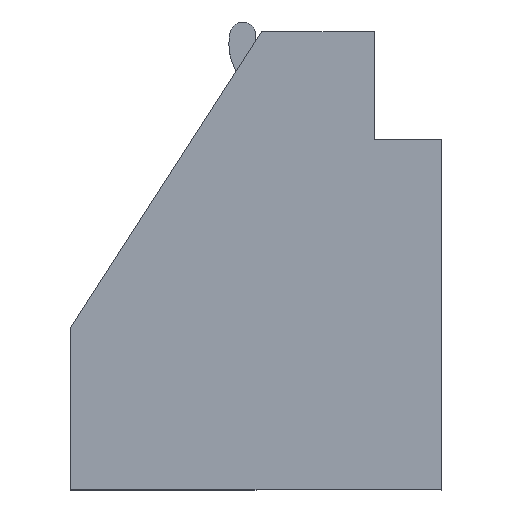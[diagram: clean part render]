
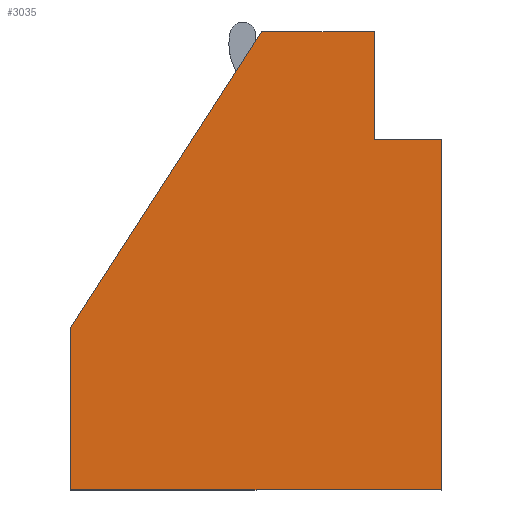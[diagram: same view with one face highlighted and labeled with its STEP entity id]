
A CAD part, top view. The second image highlights one B-rep face of the part: STEP entity #3035.
In plain terms, the highlighted planar face has unit normal (0, 0, 1).
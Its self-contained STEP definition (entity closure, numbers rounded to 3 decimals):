
#1 = EDGE_CURVE ( 'NONE', #3420, #2762, #2922, .T. ) ;
#399 = CARTESIAN_POINT ( 'NONE',  ( 12.409, 5.887, 9.525 ) ) ;
#433 = EDGE_CURVE ( 'NONE', #1797, #712, #1998, .T. ) ;
#485 = VECTOR ( 'NONE', #3390, 1000. ) ;
#578 = FACE_OUTER_BOUND ( 'NONE', #2263, .T. ) ;
#634 = ORIENTED_EDGE ( 'NONE', *, *, #433, .T. ) ;
#639 = LINE ( 'NONE', #399, #485 ) ;
#712 = VERTEX_POINT ( 'NONE', #1588 ) ;
#816 = CARTESIAN_POINT ( 'NONE',  ( -5.182, -5.009, 9.525 ) ) ;
#828 = CARTESIAN_POINT ( 'NONE',  ( 16.305, 5.887, 9.525 ) ) ;
#834 = CARTESIAN_POINT ( 'NONE',  ( -5.182, -14.399, 9.525 ) ) ;
#852 = CARTESIAN_POINT ( 'NONE',  ( 16.305, -14.399, 9.525 ) ) ;
#1108 = LINE ( 'NONE', #816, #2182 ) ;
#1111 = CARTESIAN_POINT ( 'NONE',  ( 12.409, 5.887, 9.525 ) ) ;
#1189 = VECTOR ( 'NONE', #1700, 1000. ) ;
#1242 = VECTOR ( 'NONE', #3083, 1000. ) ;
#1351 = VECTOR ( 'NONE', #1938, 1000. ) ;
#1361 = VECTOR ( 'NONE', #1959, 1000. ) ;
#1445 = ORIENTED_EDGE ( 'NONE', *, *, #2563, .T. ) ;
#1475 = DIRECTION ( 'NONE',  ( -0.542, -0.84, 0. ) ) ;
#1588 = CARTESIAN_POINT ( 'NONE',  ( 16.305, 5.887, 9.525 ) ) ;
#1626 = VECTOR ( 'NONE', #1475, 1000. ) ;
#1700 = DIRECTION ( 'NONE',  ( -1., 0., 0. ) ) ;
#1741 = VERTEX_POINT ( 'NONE', #2538 ) ;
#1746 = AXIS2_PLACEMENT_3D ( 'NONE', #2402, #3524, #2965 ) ;
#1797 = VERTEX_POINT ( 'NONE', #852 ) ;
#1820 = PLANE ( 'NONE',  #1746 ) ;
#1927 = CARTESIAN_POINT ( 'NONE',  ( 12.409, 5.887, 9.525 ) ) ;
#1938 = DIRECTION ( 'NONE',  ( 0., 1., 0. ) ) ;
#1959 = DIRECTION ( 'NONE',  ( -1., 0., 0. ) ) ;
#1998 = LINE ( 'NONE', #828, #1351 ) ;
#2123 = CARTESIAN_POINT ( 'NONE',  ( 5.894, 12.148, 9.525 ) ) ;
#2160 = LINE ( 'NONE', #2187, #1242 ) ;
#2182 = VECTOR ( 'NONE', #2895, 1000. ) ;
#2187 = CARTESIAN_POINT ( 'NONE',  ( -5.182, -14.399, 9.525 ) ) ;
#2263 = EDGE_LOOP ( 'NONE', ( #634, #3243, #2716, #3261, #3329, #2570, #1445 ) ) ;
#2357 = CARTESIAN_POINT ( 'NONE',  ( 5.894, 12.148, 9.525 ) ) ;
#2402 = CARTESIAN_POINT ( 'NONE',  ( 0., 0., 9.525 ) ) ;
#2538 = CARTESIAN_POINT ( 'NONE',  ( -5.182, -5.009, 9.525 ) ) ;
#2563 = EDGE_CURVE ( 'NONE', #3374, #1797, #2160, .T. ) ;
#2570 = ORIENTED_EDGE ( 'NONE', *, *, #3317, .T. ) ;
#2587 = EDGE_CURVE ( 'NONE', #2897, #3420, #639, .T. ) ;
#2669 = LINE ( 'NONE', #2357, #1626 ) ;
#2716 = ORIENTED_EDGE ( 'NONE', *, *, #2587, .T. ) ;
#2762 = VERTEX_POINT ( 'NONE', #2123 ) ;
#2895 = DIRECTION ( 'NONE',  ( 0., -1., 0. ) ) ;
#2897 = VERTEX_POINT ( 'NONE', #1111 ) ;
#2922 = LINE ( 'NONE', #3142, #1189 ) ;
#2965 = DIRECTION ( 'NONE',  ( 1., 0., 0. ) ) ;
#3013 = EDGE_CURVE ( 'NONE', #2762, #1741, #2669, .T. ) ;
#3035 = ADVANCED_FACE ( 'NONE', ( #578 ), #1820, .T. ) ;
#3083 = DIRECTION ( 'NONE',  ( 1., 0., 0. ) ) ;
#3142 = CARTESIAN_POINT ( 'NONE',  ( 12.409, 12.148, 9.525 ) ) ;
#3243 = ORIENTED_EDGE ( 'NONE', *, *, #3276, .T. ) ;
#3261 = ORIENTED_EDGE ( 'NONE', *, *, #1, .T. ) ;
#3276 = EDGE_CURVE ( 'NONE', #712, #2897, #3440, .T. ) ;
#3317 = EDGE_CURVE ( 'NONE', #1741, #3374, #1108, .T. ) ;
#3329 = ORIENTED_EDGE ( 'NONE', *, *, #3013, .T. ) ;
#3374 = VERTEX_POINT ( 'NONE', #834 ) ;
#3390 = DIRECTION ( 'NONE',  ( 0., 1., 0. ) ) ;
#3420 = VERTEX_POINT ( 'NONE', #3799 ) ;
#3440 = LINE ( 'NONE', #1927, #1361 ) ;
#3524 = DIRECTION ( 'NONE',  ( 0., 0., 1. ) ) ;
#3799 = CARTESIAN_POINT ( 'NONE',  ( 12.409, 12.148, 9.525 ) ) ;
